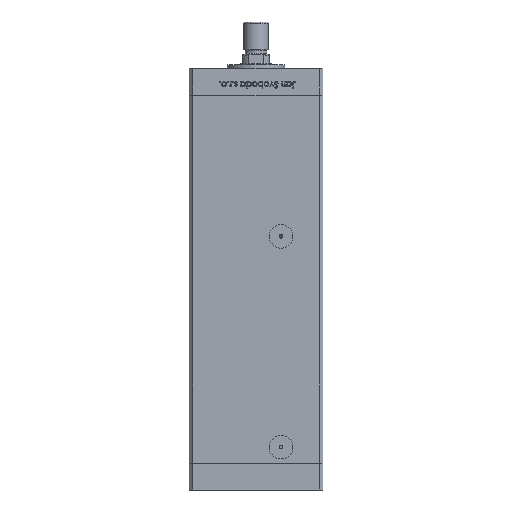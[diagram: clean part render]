
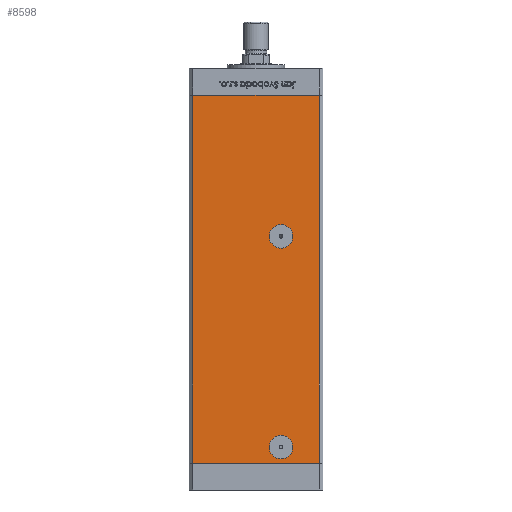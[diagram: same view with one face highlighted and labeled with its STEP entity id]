
A CAD part, front view. The second image highlights one B-rep face of the part: STEP entity #8598.
In plain terms, the highlighted planar face has unit normal (0, -1, 0).
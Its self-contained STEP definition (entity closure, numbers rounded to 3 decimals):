
#1009 = ORIENTED_EDGE ( 'NONE', *, *, #17506, .F. ) ;
#1444 = VERTEX_POINT ( 'NONE', #2659 ) ;
#1889 = VERTEX_POINT ( 'NONE', #50283 ) ;
#2115 = DIRECTION ( 'NONE',  ( 0., 0., -1. ) ) ;
#2297 = AXIS2_PLACEMENT_3D ( 'NONE', #13276, #30184, #2115 ) ;
#2627 = ORIENTED_EDGE ( 'NONE', *, *, #15959, .F. ) ;
#2659 = CARTESIAN_POINT ( 'NONE',  ( -35.5, -32.5, 0. ) ) ;
#2936 = FACE_OUTER_BOUND ( 'NONE', #17998, .T. ) ;
#3197 = CARTESIAN_POINT ( 'NONE',  ( -35.5, -32.5, 206. ) ) ;
#3715 = DIRECTION ( 'NONE',  ( 0., 0., 1. ) ) ;
#4509 = VERTEX_POINT ( 'NONE', #37092 ) ;
#4629 = AXIS2_PLACEMENT_3D ( 'NONE', #7450, #11681, #20657 ) ;
#6558 = EDGE_CURVE ( 'NONE', #13433, #39122, #19854, .T. ) ;
#6958 = CARTESIAN_POINT ( 'NONE',  ( 14., -32.5, 15.58 ) ) ;
#7450 = CARTESIAN_POINT ( 'NONE',  ( 14., -32.5, 9. ) ) ;
#7695 = DIRECTION ( 'NONE',  ( 0., 1., 0. ) ) ;
#8138 = CIRCLE ( 'NONE', #14907, 6.58 ) ;
#8579 = VECTOR ( 'NONE', #47861, 1000. ) ;
#8598 = ADVANCED_FACE ( 'NONE', ( #39189, #2936, #35223 ), #47912, .F. ) ;
#9196 = DIRECTION ( 'NONE',  ( 1., 0., 0. ) ) ;
#9937 = AXIS2_PLACEMENT_3D ( 'NONE', #12972, #21680, #16936 ) ;
#10226 = CARTESIAN_POINT ( 'NONE',  ( -35.5, -32.5, 206. ) ) ;
#10821 = CIRCLE ( 'NONE', #9937, 6.58 ) ;
#11177 = EDGE_CURVE ( 'NONE', #39084, #1889, #8138, .T. ) ;
#11681 = DIRECTION ( 'NONE',  ( 0., -1., 0. ) ) ;
#11761 = CARTESIAN_POINT ( 'NONE',  ( 14., -32.5, 2.42 ) ) ;
#12972 = CARTESIAN_POINT ( 'NONE',  ( 14., -32.5, 9. ) ) ;
#13181 = CARTESIAN_POINT ( 'NONE',  ( -35.5, -32.5, 0. ) ) ;
#13276 = CARTESIAN_POINT ( 'NONE',  ( 14., -32.5, 127. ) ) ;
#13351 = CARTESIAN_POINT ( 'NONE',  ( 14., -32.5, 127. ) ) ;
#13433 = VERTEX_POINT ( 'NONE', #11761 ) ;
#13638 = ORIENTED_EDGE ( 'NONE', *, *, #14570, .T. ) ;
#14225 = VECTOR ( 'NONE', #9196, 1000. ) ;
#14343 = ORIENTED_EDGE ( 'NONE', *, *, #30516, .F. ) ;
#14570 = EDGE_CURVE ( 'NONE', #1889, #39084, #41192, .T. ) ;
#14907 = AXIS2_PLACEMENT_3D ( 'NONE', #13351, #45619, #41660 ) ;
#15090 = VECTOR ( 'NONE', #18646, 1000. ) ;
#15959 = EDGE_CURVE ( 'NONE', #39122, #13433, #10821, .T. ) ;
#16324 = VERTEX_POINT ( 'NONE', #10226 ) ;
#16936 = DIRECTION ( 'NONE',  ( 0., 0., -1. ) ) ;
#17147 = LINE ( 'NONE', #13181, #14225 ) ;
#17214 = EDGE_CURVE ( 'NONE', #1444, #51384, #17147, .T. ) ;
#17506 = EDGE_CURVE ( 'NONE', #4509, #51384, #26043, .T. ) ;
#17749 = VECTOR ( 'NONE', #32878, 1000. ) ;
#17998 = EDGE_LOOP ( 'NONE', ( #19694, #1009, #14343, #27448 ) ) ;
#18347 = CARTESIAN_POINT ( 'NONE',  ( 14., -32.5, 133.58 ) ) ;
#18646 = DIRECTION ( 'NONE',  ( 0., 0., -1. ) ) ;
#19694 = ORIENTED_EDGE ( 'NONE', *, *, #17214, .T. ) ;
#19854 = CIRCLE ( 'NONE', #4629, 6.58 ) ;
#20455 = CARTESIAN_POINT ( 'NONE',  ( -35.5, -32.5, 206. ) ) ;
#20593 = CARTESIAN_POINT ( 'NONE',  ( -35.5, -32.5, 206. ) ) ;
#20657 = DIRECTION ( 'NONE',  ( 0., 0., -1. ) ) ;
#21680 = DIRECTION ( 'NONE',  ( 0., -1., 0. ) ) ;
#22014 = CARTESIAN_POINT ( 'NONE',  ( 35.5, -32.5, 0. ) ) ;
#22091 = CARTESIAN_POINT ( 'NONE',  ( 35.5, -32.5, 206. ) ) ;
#23077 = EDGE_LOOP ( 'NONE', ( #13638, #42889 ) ) ;
#24821 = LINE ( 'NONE', #20593, #8579 ) ;
#26043 = LINE ( 'NONE', #22091, #15090 ) ;
#27448 = ORIENTED_EDGE ( 'NONE', *, *, #40914, .T. ) ;
#28549 = ORIENTED_EDGE ( 'NONE', *, *, #6558, .F. ) ;
#30184 = DIRECTION ( 'NONE',  ( 0., 1., 0. ) ) ;
#30516 = EDGE_CURVE ( 'NONE', #16324, #4509, #24821, .T. ) ;
#31713 = AXIS2_PLACEMENT_3D ( 'NONE', #3197, #7695, #3715 ) ;
#32878 = DIRECTION ( 'NONE',  ( 0., 0., -1. ) ) ;
#35223 = FACE_BOUND ( 'NONE', #23077, .T. ) ;
#37092 = CARTESIAN_POINT ( 'NONE',  ( 35.5, -32.5, 206. ) ) ;
#39084 = VERTEX_POINT ( 'NONE', #18347 ) ;
#39122 = VERTEX_POINT ( 'NONE', #6958 ) ;
#39189 = FACE_BOUND ( 'NONE', #48854, .T. ) ;
#39781 = LINE ( 'NONE', #20455, #17749 ) ;
#40914 = EDGE_CURVE ( 'NONE', #16324, #1444, #39781, .T. ) ;
#41192 = CIRCLE ( 'NONE', #2297, 6.58 ) ;
#41660 = DIRECTION ( 'NONE',  ( 0., 0., -1. ) ) ;
#42889 = ORIENTED_EDGE ( 'NONE', *, *, #11177, .T. ) ;
#45619 = DIRECTION ( 'NONE',  ( 0., 1., 0. ) ) ;
#47861 = DIRECTION ( 'NONE',  ( 1., 0., 0. ) ) ;
#47912 = PLANE ( 'NONE',  #31713 ) ;
#48854 = EDGE_LOOP ( 'NONE', ( #28549, #2627 ) ) ;
#50283 = CARTESIAN_POINT ( 'NONE',  ( 14., -32.5, 120.42 ) ) ;
#51384 = VERTEX_POINT ( 'NONE', #22014 ) ;
